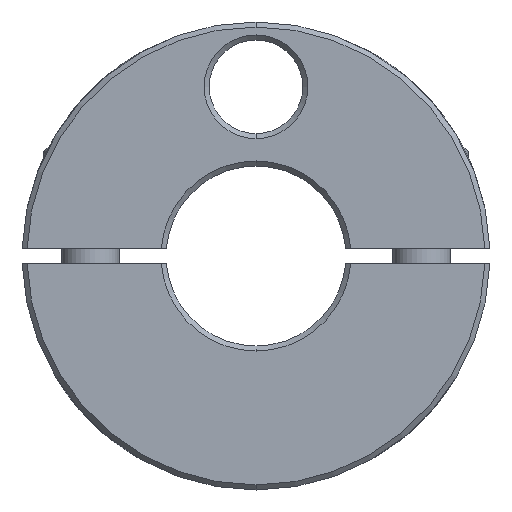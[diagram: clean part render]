
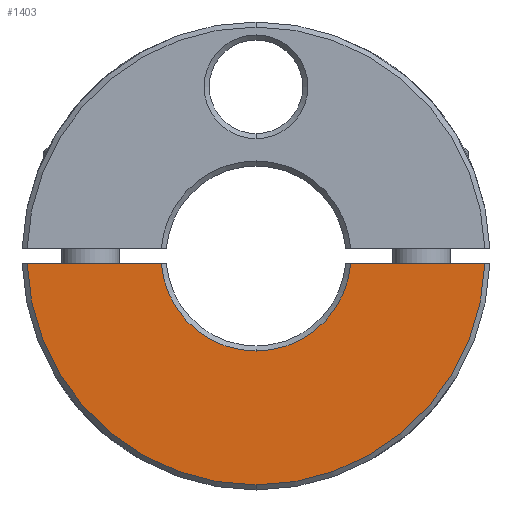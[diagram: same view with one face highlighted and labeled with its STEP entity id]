
A CAD part, front view. The second image highlights one B-rep face of the part: STEP entity #1403.
In plain terms, the highlighted planar face has unit normal (0, -1, 0).
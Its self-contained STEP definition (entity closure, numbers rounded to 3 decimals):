
#653=VERTEX_POINT('',#1683);
#895=EDGE_CURVE('',#1265,#1025,#1953,.T.);
#1021=EDGE_CURVE('',#1085,#1025,#2094,.T.);
#1025=VERTEX_POINT('',#2098);
#1085=VERTEX_POINT('',#2167);
#1183=VERTEX_POINT('',#2278);
#1265=VERTEX_POINT('',#2371);
#1271=EDGE_CURVE('',#653,#1085,#2377,.T.);
#1403=ADVANCED_FACE('',(#2523),#2524,.T.);
#1461=VERTEX_POINT('',#2589);
#1487=EDGE_CURVE('',#1183,#1265,#2621,.T.);
#1497=EDGE_CURVE('',#653,#1461,#2631,.T.);
#1515=EDGE_CURVE('',#1461,#1183,#2649,.T.);
#1683=CARTESIAN_POINT('',(-13.162,-18.0,-1.0));
#1953=LINE('',#3483,#3484);
#2094=CIRCLE('',#3738,13.2);
#2098=CARTESIAN_POINT('',(13.162,-18.0,-1.0));
#2167=CARTESIAN_POINT('',(0.,-18.,-13.2));
#2278=CARTESIAN_POINT('',(0.,-18.,-31.8));
#2371=CARTESIAN_POINT('',(31.784,-18.0,-1.0));
#2377=CIRCLE('',#4206,13.2);
#2523=FACE_OUTER_BOUND('',#4474,.T.);
#2524=PLANE('',#4475);
#2589=CARTESIAN_POINT('',(-31.784,-18.0,-1.0));
#2621=CIRCLE('',#4592,31.8);
#2631=LINE('',#4607,#4608);
#2649=CIRCLE('',#4636,31.8);
#3483=CARTESIAN_POINT('',(32.5,-18.,-1.0));
#3484=VECTOR('',#5089,1.0);
#3738=AXIS2_PLACEMENT_3D('',#5247,#5248,#5249);
#4206=AXIS2_PLACEMENT_3D('',#5579,#5580,#5581);
#4474=EDGE_LOOP('',(#5728,#5729,#5730,#5731,#5732,#5733));
#4475=AXIS2_PLACEMENT_3D('',#5734,#5735,#5736);
#4592=AXIS2_PLACEMENT_3D('',#5871,#5872,#5873);
#4607=CARTESIAN_POINT('',(7.75,-18.,-1.0));
#4608=VECTOR('',#5881,1.0);
#4636=AXIS2_PLACEMENT_3D('',#5899,#5900,#5901);
#5089=DIRECTION('',(-1.0,0.,0.));
#5247=CARTESIAN_POINT('',(0.,-18.,0.));
#5248=DIRECTION('',(0.,-1.0,0.));
#5249=DIRECTION('',(0.,0.,1.0));
#5579=CARTESIAN_POINT('',(0.,-18.,0.));
#5580=DIRECTION('',(0.,-1.0,0.));
#5581=DIRECTION('',(0.,0.,1.0));
#5728=ORIENTED_EDGE('',*,*,#895,.T.);
#5729=ORIENTED_EDGE('',*,*,#1021,.F.);
#5730=ORIENTED_EDGE('',*,*,#1271,.F.);
#5731=ORIENTED_EDGE('',*,*,#1497,.T.);
#5732=ORIENTED_EDGE('',*,*,#1515,.T.);
#5733=ORIENTED_EDGE('',*,*,#1487,.T.);
#5734=CARTESIAN_POINT('',(0.,-18.,22.5));
#5735=DIRECTION('',(0.,-1.0,0.));
#5736=DIRECTION('',(0.,0.,1.0));
#5871=CARTESIAN_POINT('',(0.,-18.,0.));
#5872=DIRECTION('',(0.,-1.0,0.));
#5873=DIRECTION('',(0.,0.,1.0));
#5881=DIRECTION('',(-1.0,0.,0.));
#5899=CARTESIAN_POINT('',(0.,-18.,0.));
#5900=DIRECTION('',(0.,-1.0,0.));
#5901=DIRECTION('',(0.,0.,1.0));
